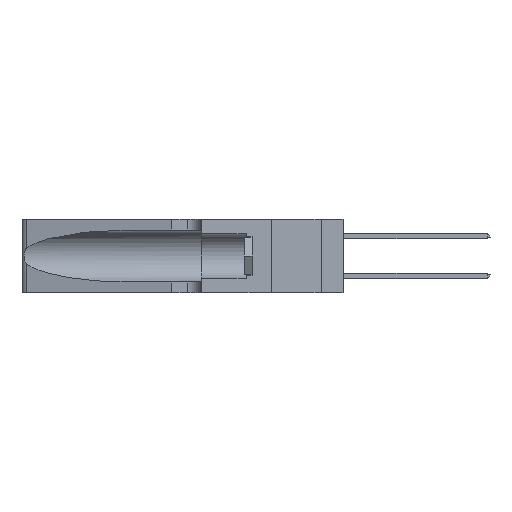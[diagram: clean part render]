
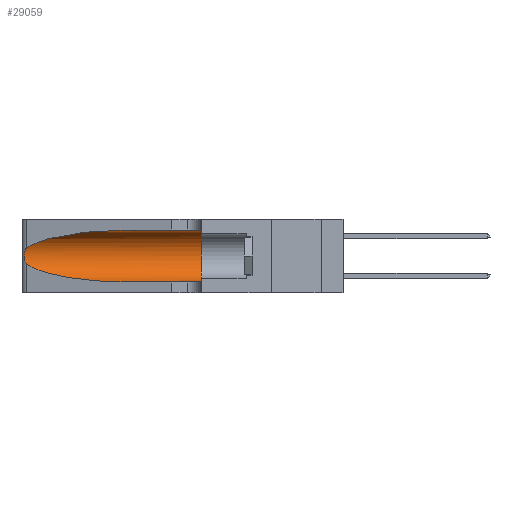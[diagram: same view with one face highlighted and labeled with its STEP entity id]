
A CAD part, left-side view. The second image highlights one B-rep face of the part: STEP entity #29059.
In plain terms, the highlighted cylindrical face has radius 3.308 mm (diameter 6.617 mm), a partial arc.
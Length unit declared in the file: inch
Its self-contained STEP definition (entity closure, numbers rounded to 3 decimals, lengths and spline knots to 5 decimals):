
#48 = DIRECTION ( 'NONE',  ( 0., 0., 1. ) ) ;
#53 = VERTEX_POINT ( 'NONE', #10564 ) ;
#96 = CARTESIAN_POINT ( 'NONE',  ( 0.25856, 1.23593, 0.16098 ) ) ;
#770 = B_SPLINE_CURVE_WITH_KNOTS ( 'NONE', 3,
 ( #2730, #24378, #8164, #27089, #10891, #29844, #13581, #32554, #16305, #96, #19015, #2849, #21775, #5581 ),
 .UNSPECIFIED., .F., .F.,
 ( 4, 2, 2, 2, 2, 2, 4 ),
 ( 0., 0.00027, 0.00053, 0.00107, 0.0016, 0.00187, 0.00214 ),
 .UNSPECIFIED. ) ;
#1412 = CARTESIAN_POINT ( 'NONE',  ( 0.25487, 1.22718, 0.22369 ) ) ;
#1916 = ORIENTED_EDGE ( 'NONE', *, *, #25988, .F. ) ;
#2135 = DIRECTION ( 'NONE',  ( 0., 0., -1. ) ) ;
#2730 = CARTESIAN_POINT ( 'NONE',  ( 0.25487, 1.22718, 0.22369 ) ) ;
#2733 = CARTESIAN_POINT ( 'NONE',  ( 0.1305, 0.72297, 0.05475 ) ) ;
#2849 = CARTESIAN_POINT ( 'NONE',  ( 0.25639, 1.23186, 0.15144 ) ) ;
#3065 = LINE ( 'NONE', #28889, #16586 ) ;
#4035 = VERTEX_POINT ( 'NONE', #27910 ) ;
#4479 =( BOUNDED_CURVE ( )  B_SPLINE_CURVE ( 3, ( #16191, #26976, #18909, #2733 ),
 .UNSPECIFIED., .F., .T. ) 
 B_SPLINE_CURVE_WITH_KNOTS ( ( 4, 4 ),
 ( 3.44316, 4.71239 ),
 .UNSPECIFIED. ) 
 CURVE ( )  GEOMETRIC_REPRESENTATION_ITEM ( )  RATIONAL_B_SPLINE_CURVE ( ( 1., 0.87, 0.87, 1. ) ) 
 REPRESENTATION_ITEM ( '' )  );
#4869 = DIRECTION ( 'NONE',  ( 0., -1., 0. ) ) ;
#5196 = LINE ( 'NONE', #9326, #11531 ) ;
#5492 = VERTEX_POINT ( 'NONE', #7110 ) ;
#5581 = CARTESIAN_POINT ( 'NONE',  ( 0.25487, 1.22718, 0.14631 ) ) ;
#5706 = ORIENTED_EDGE ( 'NONE', *, *, #21343, .T. ) ;
#5727 = EDGE_CURVE ( 'NONE', #28937, #4035, #770, .T. ) ;
#6193 = ORIENTED_EDGE ( 'NONE', *, *, #27005, .F. ) ;
#7110 = CARTESIAN_POINT ( 'NONE',  ( 0.1305, 0.35, 0.05475 ) ) ;
#7146 = VERTEX_POINT ( 'NONE', #14182 ) ;
#8164 = CARTESIAN_POINT ( 'NONE',  ( 0.25639, 1.23184, 0.21858 ) ) ;
#9326 = CARTESIAN_POINT ( 'NONE',  ( 0.1305, 1.61858, 0.05475 ) ) ;
#9457 = CYLINDRICAL_SURFACE ( 'NONE', #14587, 0.13025 ) ;
#10564 = CARTESIAN_POINT ( 'NONE',  ( 0.1305, 0.35, 0.31525 ) ) ;
#10891 = CARTESIAN_POINT ( 'NONE',  ( 0.25854, 1.2359, 0.20912 ) ) ;
#11531 = VECTOR ( 'NONE', #17455, 39.37008 ) ;
#12647 = DIRECTION ( 'NONE',  ( 0., -1., 0. ) ) ;
#13248 = CARTESIAN_POINT ( 'NONE',  ( 0.1305, 0.72297, 0.31525 ) ) ;
#13581 = CARTESIAN_POINT ( 'NONE',  ( 0.26075, 1.23896, 0.19203 ) ) ;
#14182 = CARTESIAN_POINT ( 'NONE',  ( 0.1305, 0.72297, 0.05475 ) ) ;
#14587 = AXIS2_PLACEMENT_3D ( 'NONE', #23792, #4869, #2135 ) ;
#14889 = CARTESIAN_POINT ( 'NONE',  ( 0.18966, 0.96281, 0.31525 ) ) ;
#16191 = CARTESIAN_POINT ( 'NONE',  ( 0.25487, 1.22718, 0.14631 ) ) ;
#16260 = DIRECTION ( 'NONE',  ( 0., 1., 0. ) ) ;
#16305 = CARTESIAN_POINT ( 'NONE',  ( 0.26017, 1.23833, 0.17102 ) ) ;
#16564 = EDGE_CURVE ( 'NONE', #7146, #5492, #5196, .T. ) ;
#16583 = EDGE_LOOP ( 'NONE', ( #5706, #19655, #26442, #21819, #1916, #6193 ) ) ;
#16586 = VECTOR ( 'NONE', #12647, 39.37008 ) ;
#17455 = DIRECTION ( 'NONE',  ( 0., -1., 0. ) ) ;
#17607 = CARTESIAN_POINT ( 'NONE',  ( 0.2373, 1.15595, 0.28018 ) ) ;
#18095 = EDGE_CURVE ( 'NONE', #4035, #7146, #4479, .T. ) ;
#18909 = CARTESIAN_POINT ( 'NONE',  ( 0.18966, 0.96281, 0.05475 ) ) ;
#19015 = CARTESIAN_POINT ( 'NONE',  ( 0.25789, 1.23486, 0.15765 ) ) ;
#19655 = ORIENTED_EDGE ( 'NONE', *, *, #5727, .T. ) ;
#20713 =( BOUNDED_CURVE ( )  B_SPLINE_CURVE ( 3, ( #31150, #14889, #17607, #1412 ),
 .UNSPECIFIED., .F., .F. ) 
 B_SPLINE_CURVE_WITH_KNOTS ( ( 4, 4 ),
 ( 1.5708, 2.84003 ),
 .UNSPECIFIED. ) 
 CURVE ( )  GEOMETRIC_REPRESENTATION_ITEM ( )  RATIONAL_B_SPLINE_CURVE ( ( 1., 0.87, 0.87, 1. ) ) 
 REPRESENTATION_ITEM ( '' )  );
#21343 = EDGE_CURVE ( 'NONE', #31734, #28937, #20713, .T. ) ;
#21773 = CIRCLE ( 'NONE', #32244, 0.13025 ) ;
#21775 = CARTESIAN_POINT ( 'NONE',  ( 0.25555, 1.22993, 0.14849 ) ) ;
#21819 = ORIENTED_EDGE ( 'NONE', *, *, #16564, .T. ) ;
#23792 = CARTESIAN_POINT ( 'NONE',  ( 0.1305, 1.61858, 0.185 ) ) ;
#24378 = CARTESIAN_POINT ( 'NONE',  ( 0.25555, 1.22994, 0.2215 ) ) ;
#25988 = EDGE_CURVE ( 'NONE', #53, #5492, #21773, .T. ) ;
#26442 = ORIENTED_EDGE ( 'NONE', *, *, #18095, .T. ) ;
#26976 = CARTESIAN_POINT ( 'NONE',  ( 0.2373, 1.15595, 0.08982 ) ) ;
#27005 = EDGE_CURVE ( 'NONE', #31734, #53, #3065, .T. ) ;
#27089 = CARTESIAN_POINT ( 'NONE',  ( 0.25787, 1.23484, 0.2124 ) ) ;
#27910 = CARTESIAN_POINT ( 'NONE',  ( 0.25487, 1.22718, 0.14631 ) ) ;
#28889 = CARTESIAN_POINT ( 'NONE',  ( 0.1305, 1.61858, 0.31525 ) ) ;
#28937 = VERTEX_POINT ( 'NONE', #31500 ) ;
#29059 = ADVANCED_FACE ( 'NONE', ( #31082 ), #9457, .F. ) ;
#29844 = CARTESIAN_POINT ( 'NONE',  ( 0.26018, 1.23835, 0.19895 ) ) ;
#31082 = FACE_OUTER_BOUND ( 'NONE', #16583, .T. ) ;
#31150 = CARTESIAN_POINT ( 'NONE',  ( 0.1305, 0.72297, 0.31525 ) ) ;
#31500 = CARTESIAN_POINT ( 'NONE',  ( 0.25487, 1.22718, 0.22369 ) ) ;
#31734 = VERTEX_POINT ( 'NONE', #13248 ) ;
#32244 = AXIS2_PLACEMENT_3D ( 'NONE', #32509, #16260, #48 ) ;
#32509 = CARTESIAN_POINT ( 'NONE',  ( 0.1305, 0.35, 0.185 ) ) ;
#32554 = CARTESIAN_POINT ( 'NONE',  ( 0.26075, 1.23896, 0.178 ) ) ;
